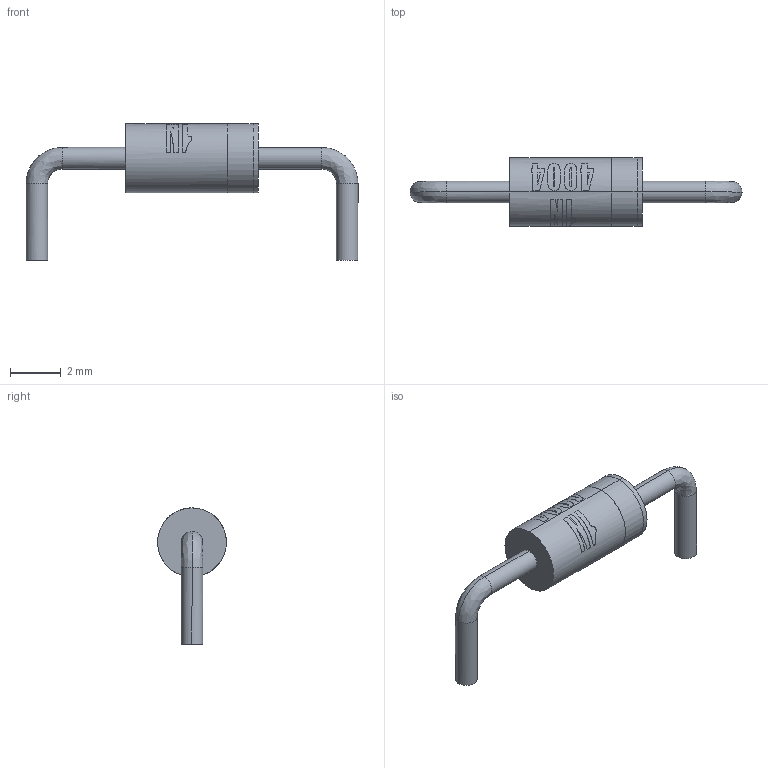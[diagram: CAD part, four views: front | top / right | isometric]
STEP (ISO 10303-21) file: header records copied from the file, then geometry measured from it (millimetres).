
FILE_DESCRIPTION (( 'STEP AP214' ), '1' );
FILE_NAME ('User Library-1N4004.STEP', '2021-01-05T06:21:25', ( '' ), ( '' ), 'SwSTEP 2.0', 'SolidWorks 2020', '' );
FILE_SCHEMA (( 'AUTOMOTIVE_DESIGN' ));
Length unit declared in the file: millimetre
Products named in the file (1): User Library-1N4004
Bounding box: 13.05 x 2.7 x 5.35 mm (x, y, z)
Surface area: 116.3 mm2 (no closed solid volume)
Topology: 0 solids, 3 shells, 173 faces, 437 edges, 278 vertices
Faces by surface type: plane 94, cylinder 75, bspline 4
Entity records: 5815 total; most frequent: CARTESIAN_POINT 2061, ORIENTED_EDGE 866, DIRECTION 492, EDGE_CURVE 437, B_SPLINE_CURVE_WITH_KNOTS 319, VERTEX_POINT 278, AXIS2_PLACEMENT_3D 212, EDGE_LOOP 185
